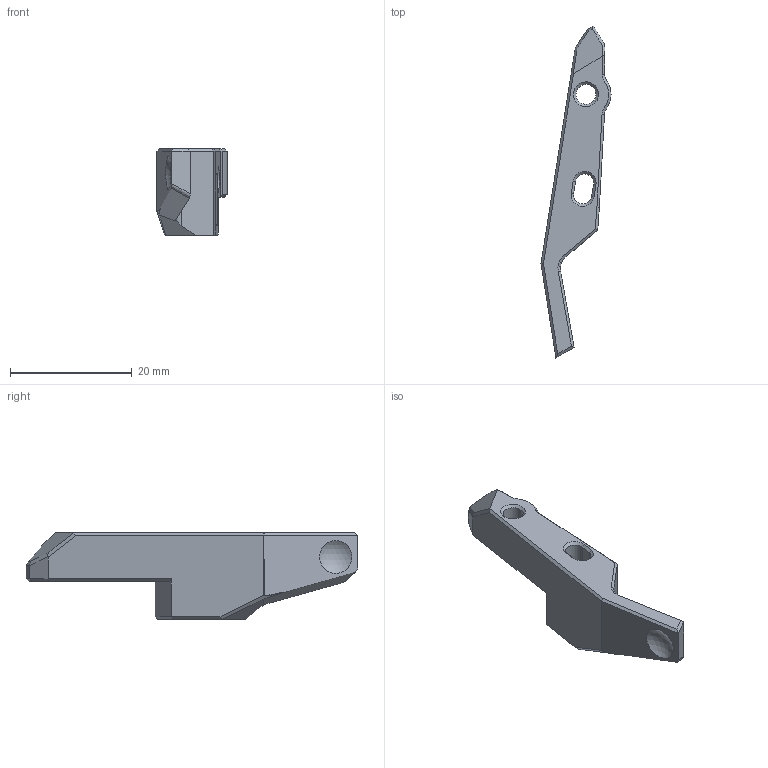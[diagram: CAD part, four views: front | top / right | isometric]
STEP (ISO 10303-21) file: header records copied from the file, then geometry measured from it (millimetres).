
FILE_DESCRIPTION(/* description */ (''),/* implementation_level */ '2;1');
FILE_NAME(/* name */ 'G2E Filametrix Arm thinner.step',/* time_stamp */ '2024-11-13T10:27:31Z',/* author */ (''),/* organization */ (''),/* preprocessor_version */ 'ST-DEVELOPER v20',/* originating_system */ 'Autodesk Translation Framework v13.20.0.188',/* authorisation */ '');
FILE_SCHEMA (('AUTOMOTIVE_DESIGN { 1 0 10303 214 3 1 1 }'));
Length unit declared in the file: millimetre
Products named in the file (2): G2E Filametrix Arm thinner; Filametrix Arm for G2E_Filametrix Arm for G2E
Assembly tree (1 placements, depth 2):
  G2E Filametrix Arm thinner
    Filametrix Arm for G2E_Filametrix Arm for G2E
Bounding box: 11.53 x 54.64 x 14.25 mm (x, y, z)
Volume: 2669.7 mm3; surface area: 2582.2 mm2
Topology: 2 solids, 2 shells, 119 faces, 313 edges, 199 vertices
Faces by surface type: plane 75, cylinder 24, cone 14, bspline 5, sphere 1
Full cylindrical faces by diameter (mm): 3.3 x1, 4.296 x1
Entity records: 4011 total; most frequent: CARTESIAN_POINT 957, ORIENTED_EDGE 624, DIRECTION 593, EDGE_CURVE 312, LINE 231, VECTOR 231, VERTEX_POINT 199, AXIS2_PLACEMENT_3D 181
